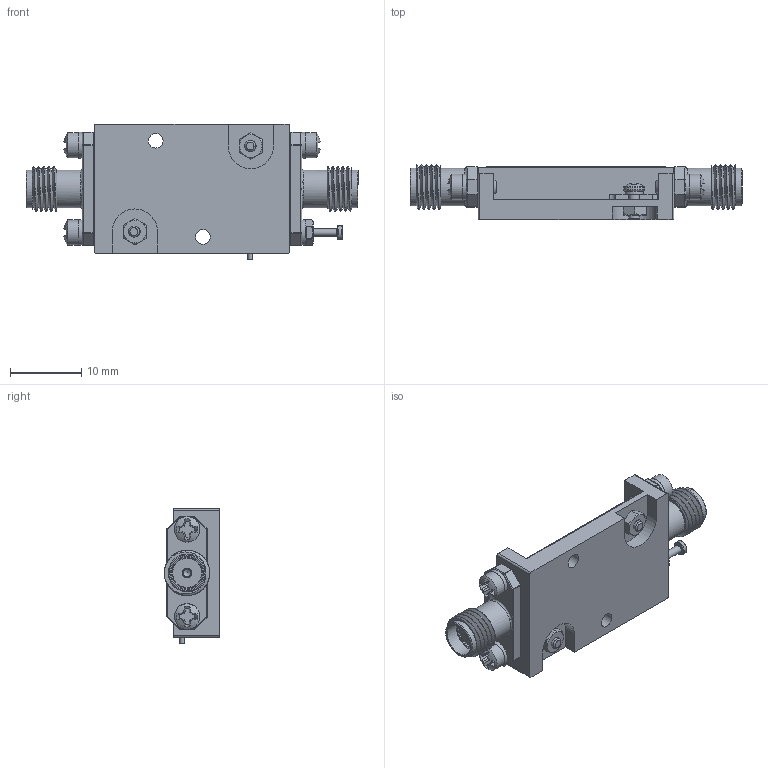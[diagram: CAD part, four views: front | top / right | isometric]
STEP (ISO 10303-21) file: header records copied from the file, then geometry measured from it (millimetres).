
FILE_DESCRIPTION (( 'STEP AP214' ), '1' );
FILE_NAME ('PE2-25-200M18-3D5-25-SFF 3D MODEL.STEP', '2025-03-21T18:27:19', ( '' ), ( '' ), 'SwSTEP 2.0', 'SolidWorks 2024', '' );
FILE_SCHEMA (( 'AUTOMOTIVE_DESIGN' ));
Length unit declared in the file: inch
Products named in the file (1): PE2-25-200M18-3D5-25-SFF 3D MODEL
Bounding box: 46.48 x 7.73 x 18.92 mm (x, y, z)
Volume: 2754 mm3; surface area: 5175.7 mm2
Topology: 27 solids, 27 shells, 844 faces, 2847 edges, 2164 vertices
Faces by surface type: plane 404, cylinder 217, cone 70, torus 70, sphere 63, bspline 20
Full cylindrical faces by diameter (mm): 0.305 x4, 0.508 x2, 0.635 x2, 0.711 x2, 0.762 x2, 1.016 x2, 1.067 x1, 1.18 x6, 1.27 x2, 1.295 x1, 1.524 x10, 1.6 x2, 1.702 x2, 1.93 x4, 1.956 x1, 2.007 x2, 2.057 x2, 2.184 x8, 2.515 x2, 2.591 x4, 2.896 x1, 2.946 x2, 3.175 x2, 3.302 x2, 3.556 x3, 4.191 x4, 4.597 x2, 5.283 x4
Entity records: 47174 total; most frequent: CARTESIAN_POINT 12584, ORIENTED_EDGE 5210, DIRECTION 4275, EDGE_CURVE 2605, VERTEX_POINT 2141, AXIS2_PLACEMENT_3D 1487, VECTOR 1301, LINE 1301
